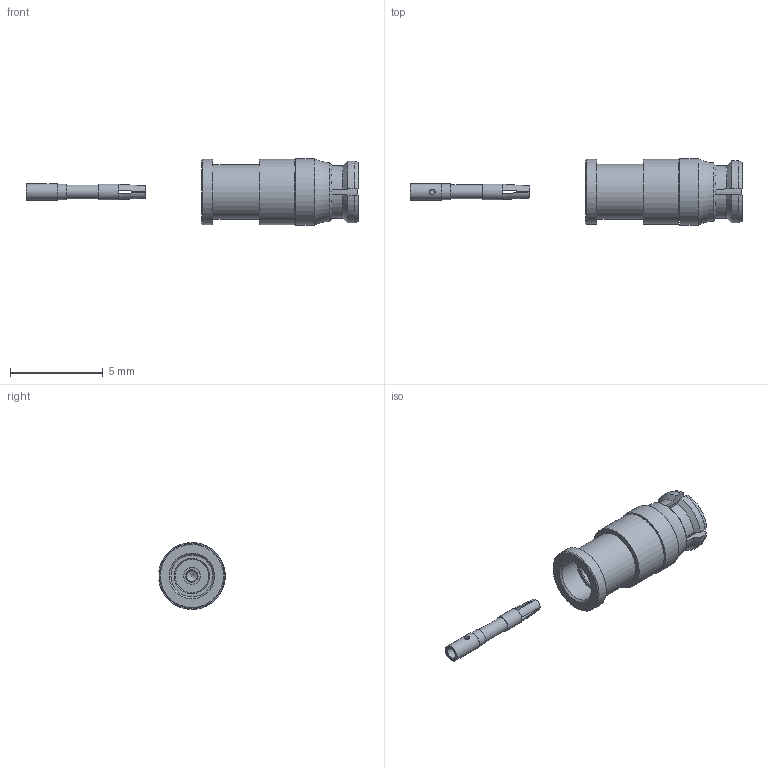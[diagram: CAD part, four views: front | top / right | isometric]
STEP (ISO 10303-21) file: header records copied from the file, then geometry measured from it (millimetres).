
FILE_DESCRIPTION(/* description */ ('Unknown'),/* implementation_level */ '2;1');
FILE_NAME(/* name */ '60129011120820',/* time_stamp */ '2020-01-13T10:45:59+01:00',/* author */ ('Unknown'),/* organization */ ('Unknown'),/* preprocessor_version */ 'ST-DEVELOPER v16.7',/* originating_system */ 'DEX',/* authorisation */ $);
FILE_SCHEMA (('AUTOMOTIVE_DESIGN {1 0 10303 214 3 1 1}'));
Length unit declared in the file: millimetre
Products named in the file (1): 60129011120820
Bounding box: 17.85 x 3.58 x 3.59 mm (x, y, z)
Volume: 52.5 mm3; surface area: 224.1 mm2
Topology: 2 solids, 2 shells, 107 faces, 266 edges, 170 vertices
Faces by surface type: plane 49, cylinder 30, cone 27, torus 1
Full cylindrical faces by diameter (mm): 0.3 x1, 0.6 x1, 0.75 x2, 0.85 x2, 0.9 x1, 1.8 x1, 1.95 x1, 2.25 x2, 2.85 x1, 2.9 x1, 2.95 x1, 3.5 x2
Entity records: 3502 total; most frequent: CARTESIAN_POINT 633, DIRECTION 522, ORIENTED_EDGE 442, AXIS2_PLACEMENT_3D 241, EDGE_CURVE 221, VERTEX_POINT 154, FACE_BOUND 147, EDGE_LOOP 145
